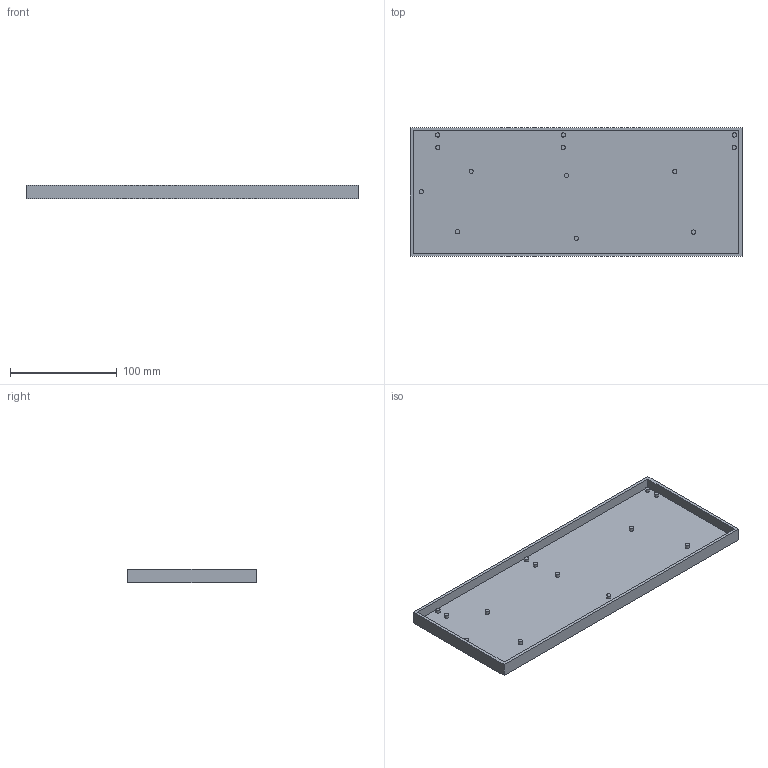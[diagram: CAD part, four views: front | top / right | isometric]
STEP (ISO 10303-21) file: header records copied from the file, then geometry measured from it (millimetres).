
FILE_DESCRIPTION(('FreeCAD Model'),'2;1');
FILE_NAME('Open CASCADE Shape Model','2021-07-21T18:58:56',('Author'),( ''),'Open CASCADE STEP processor 7.5','FreeCAD','Unknown');
FILE_SCHEMA(('AUTOMOTIVE_DESIGN { 1 0 10303 214 1 1 1 1 }'));
Length unit declared in the file: millimetre
Products named in the file (1): Body
Bounding box: 311.4 x 120.46 x 12.5 mm (x, y, z)
Volume: 137297.8 mm3; surface area: 94286.4 mm2
Topology: 1 solids, 1 shells, 37 faces, 63 edges, 42 vertices
Faces by surface type: plane 24, cylinder 13
Full cylindrical faces by diameter (mm): 4 x13
Entity records: 1763 total; most frequent: CARTESIAN_POINT 347, DIRECTION 278, LINE 137, VECTOR 137, ORIENTED_EDGE 126, PCURVE 126, DEFINITIONAL_REPRESENTATION 126, AXIS2_PLACEMENT_3D 64
